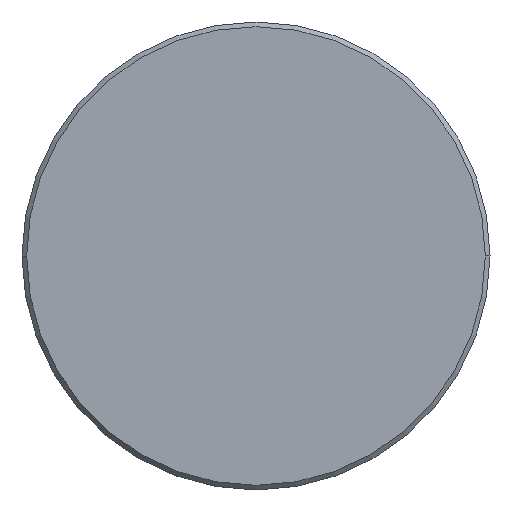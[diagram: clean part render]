
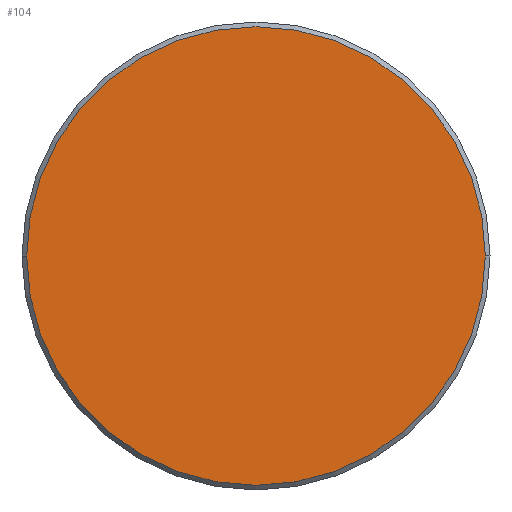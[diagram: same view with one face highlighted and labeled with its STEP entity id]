
A CAD part, left-side view. The second image highlights one B-rep face of the part: STEP entity #104.
In plain terms, the highlighted planar face has unit normal (-1, 0, 0).
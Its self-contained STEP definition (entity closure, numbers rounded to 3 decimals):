
#24 = ORIENTED_EDGE ( 'NONE', *, *, #1024, .T. ) ;
#104 = ADVANCED_FACE ( 'NONE', ( #715 ), #732, .F. ) ;
#161 = AXIS2_PLACEMENT_3D ( 'NONE', #397, #909, #476 ) ;
#191 = DIRECTION ( 'NONE',  ( -1., 0., 0. ) ) ;
#201 = DIRECTION ( 'NONE',  ( 0., 1., 0. ) ) ;
#359 = CARTESIAN_POINT ( 'NONE',  ( -42.3, 14.7, 0. ) ) ;
#397 = CARTESIAN_POINT ( 'NONE',  ( -42.3, -14.876, 14.876 ) ) ;
#443 = VERTEX_POINT ( 'NONE', #359 ) ;
#476 = DIRECTION ( 'NONE',  ( 0., 0., -1. ) ) ;
#484 = DIRECTION ( 'NONE',  ( 0., 1., 0. ) ) ;
#528 = ORIENTED_EDGE ( 'NONE', *, *, #561, .T. ) ;
#561 = EDGE_CURVE ( 'NONE', #443, #1143, #917, .T. ) ;
#616 = CIRCLE ( 'NONE', #870, 14.7 ) ;
#619 = DIRECTION ( 'NONE',  ( -1., 0., 0. ) ) ;
#659 = CARTESIAN_POINT ( 'NONE',  ( -42.3, -14.7, 0. ) ) ;
#715 = FACE_OUTER_BOUND ( 'NONE', #847, .T. ) ;
#732 = PLANE ( 'NONE',  #161 ) ;
#806 = CARTESIAN_POINT ( 'NONE',  ( -42.3, 0., 0. ) ) ;
#847 = EDGE_LOOP ( 'NONE', ( #528, #24 ) ) ;
#870 = AXIS2_PLACEMENT_3D ( 'NONE', #986, #191, #201 ) ;
#909 = DIRECTION ( 'NONE',  ( 1., 0., 0. ) ) ;
#917 = CIRCLE ( 'NONE', #1008, 14.7 ) ;
#986 = CARTESIAN_POINT ( 'NONE',  ( -42.3, 0., 0. ) ) ;
#1008 = AXIS2_PLACEMENT_3D ( 'NONE', #806, #619, #484 ) ;
#1024 = EDGE_CURVE ( 'NONE', #1143, #443, #616, .T. ) ;
#1143 = VERTEX_POINT ( 'NONE', #659 ) ;
